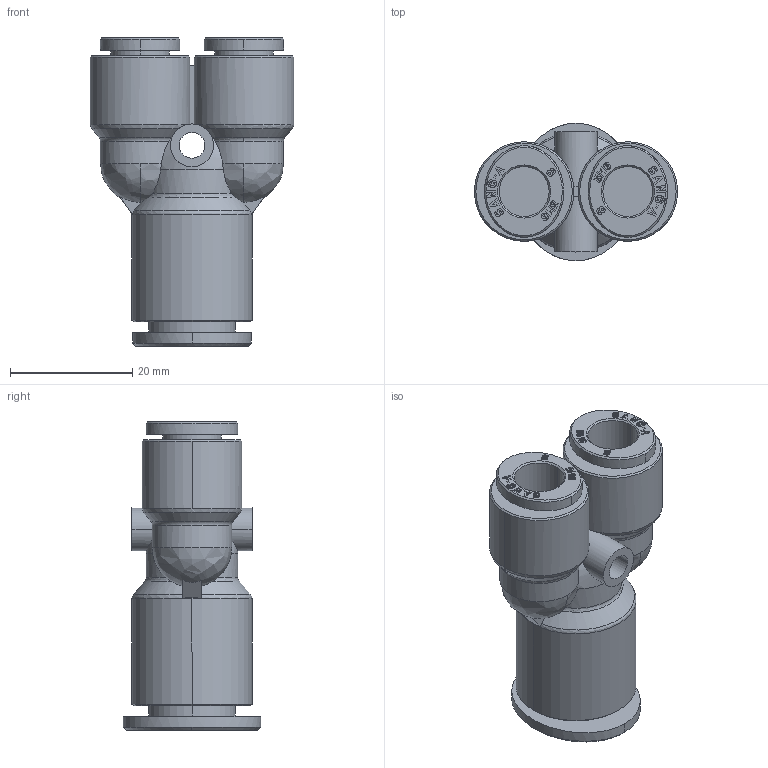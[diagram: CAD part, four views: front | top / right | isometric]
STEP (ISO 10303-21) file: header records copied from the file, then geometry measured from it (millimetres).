
FILE_DESCRIPTION (( 'STEP AP214' ), '1' );
FILE_NAME ('PW12-08.stp', '2015-08-20T09:15:11', ( '' ), ( '' ), 'SwSTEP 2.0', 'SolidWorks 2015', '' );
FILE_SCHEMA (( 'AUTOMOTIVE_DESIGN' ));
Length unit declared in the file: millimetre
Products named in the file (2): ｦ+ﾃｦ1; PW12-08
Assembly tree (1 placements, depth 2):
  PW12-08
    ｦ+ﾃｦ1
Bounding box: 33.3 x 22.5 x 50.5 mm (x, y, z)
Volume: 12127.6 mm3; surface area: 7503 mm2
Topology: 1 solids, 1 shells, 1178 faces, 3359 edges, 2234 vertices
Faces by surface type: plane 1021, bspline 83, cylinder 45, cone 23, torus 6
Entity records: 41291 total; most frequent: CARTESIAN_POINT 10548, ORIENTED_EDGE 6718, DIRECTION 5463, EDGE_CURVE 3359, VECTOR 2975, LINE 2975, VERTEX_POINT 2234, AXIS2_PLACEMENT_3D 1244
